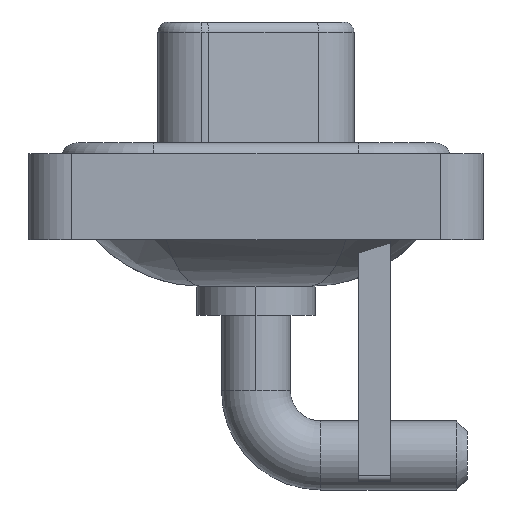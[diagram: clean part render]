
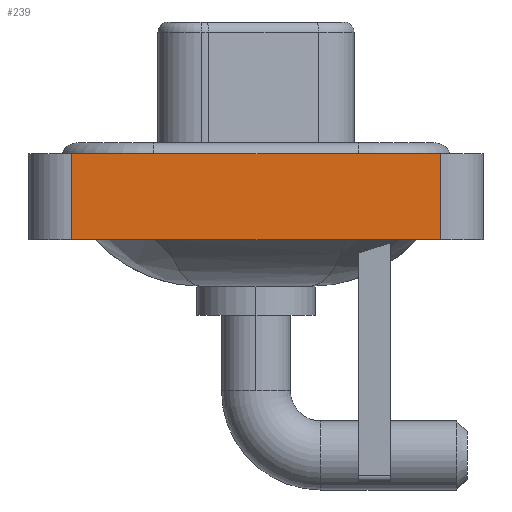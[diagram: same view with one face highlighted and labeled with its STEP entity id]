
A CAD part, left-side view. The second image highlights one B-rep face of the part: STEP entity #239.
In plain terms, the highlighted planar face has unit normal (-1, 0, 0).
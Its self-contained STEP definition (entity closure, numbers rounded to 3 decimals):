
#78 = CARTESIAN_POINT ( 'NONE',  ( -7.25, -8.55, -3.6 ) ) ;
#198 = DIRECTION ( 'NONE',  ( 0., 0., 1. ) ) ;
#239 = ADVANCED_FACE ( 'NONE', ( #9308 ), #14190, .T. ) ;
#353 = LINE ( 'NONE', #2776, #9792 ) ;
#412 = VECTOR ( 'NONE', #13543, 1000. ) ;
#611 = DIRECTION ( 'NONE',  ( 0., 0., 1. ) ) ;
#901 = DIRECTION ( 'NONE',  ( 0., -1., 0. ) ) ;
#1263 = CARTESIAN_POINT ( 'NONE',  ( -7.25, 8.55, -3.6 ) ) ;
#2691 = CARTESIAN_POINT ( 'NONE',  ( -7.25, -8.55, -3.6 ) ) ;
#2776 = CARTESIAN_POINT ( 'NONE',  ( -7.25, -8.55, -3.6 ) ) ;
#2808 = EDGE_CURVE ( 'NONE', #15052, #9036, #14167, .T. ) ;
#3059 = CARTESIAN_POINT ( 'NONE',  ( -7.25, 8.55, 0.4 ) ) ;
#3609 = EDGE_CURVE ( 'NONE', #8056, #14898, #353, .T. ) ;
#4435 = CARTESIAN_POINT ( 'NONE',  ( -7.25, -8.55, 0.4 ) ) ;
#6512 = EDGE_LOOP ( 'NONE', ( #8888, #11508, #10977, #15110 ) ) ;
#7128 = AXIS2_PLACEMENT_3D ( 'NONE', #2691, #15636, #198 ) ;
#8002 = CARTESIAN_POINT ( 'NONE',  ( -7.25, 8.55, -3.6 ) ) ;
#8056 = VERTEX_POINT ( 'NONE', #78 ) ;
#8888 = ORIENTED_EDGE ( 'NONE', *, *, #3609, .T. ) ;
#9036 = VERTEX_POINT ( 'NONE', #3059 ) ;
#9308 = FACE_OUTER_BOUND ( 'NONE', #6512, .T. ) ;
#9698 = VECTOR ( 'NONE', #901, 1000. ) ;
#9792 = VECTOR ( 'NONE', #10000, 1000. ) ;
#9859 = EDGE_CURVE ( 'NONE', #9036, #14898, #11724, .T. ) ;
#10000 = DIRECTION ( 'NONE',  ( 0., 0., 1. ) ) ;
#10977 = ORIENTED_EDGE ( 'NONE', *, *, #2808, .F. ) ;
#11326 = VECTOR ( 'NONE', #611, 1000. ) ;
#11508 = ORIENTED_EDGE ( 'NONE', *, *, #9859, .F. ) ;
#11724 = LINE ( 'NONE', #4435, #9698 ) ;
#11837 = CARTESIAN_POINT ( 'NONE',  ( -7.25, -8.55, 0.4 ) ) ;
#12169 = CARTESIAN_POINT ( 'NONE',  ( -7.25, -8.55, -3.6 ) ) ;
#12404 = LINE ( 'NONE', #12169, #412 ) ;
#13106 = EDGE_CURVE ( 'NONE', #15052, #8056, #12404, .T. ) ;
#13543 = DIRECTION ( 'NONE',  ( 0., -1., 0. ) ) ;
#14167 = LINE ( 'NONE', #8002, #11326 ) ;
#14190 = PLANE ( 'NONE',  #7128 ) ;
#14898 = VERTEX_POINT ( 'NONE', #11837 ) ;
#15052 = VERTEX_POINT ( 'NONE', #1263 ) ;
#15110 = ORIENTED_EDGE ( 'NONE', *, *, #13106, .T. ) ;
#15636 = DIRECTION ( 'NONE',  ( -1., 0., 0. ) ) ;
